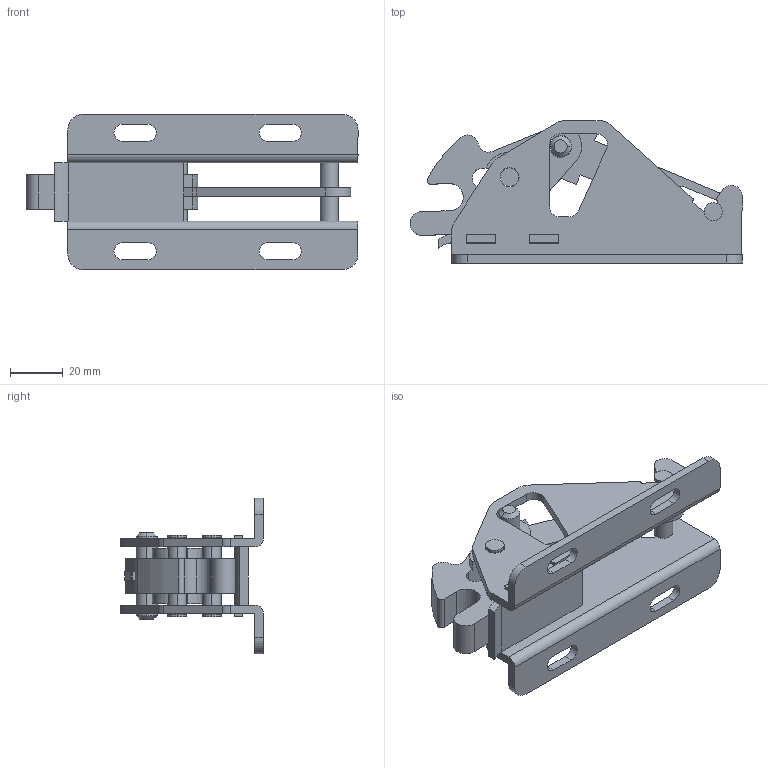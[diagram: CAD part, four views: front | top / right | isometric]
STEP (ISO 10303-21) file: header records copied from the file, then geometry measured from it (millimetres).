
FILE_DESCRIPTION (( 'STEP AP203' ), '1' );
FILE_NAME ('Žº‰ª•ÏŠ·.STEP', '2012-03-19T01:35:58', ( '' ), ( '' ), 'SwSTEP 2.0', 'SolidWorks 2011', '' );
FILE_SCHEMA (( 'CONFIG_CONTROL_DESIGN' ));
Length unit declared in the file: millimetre
Products named in the file (8): 室岡変換; C-850-1_ガイドシャフト; C-850-1_キャッチ; C-850-1_軸8mm; C-850-1_軸７mm; C-850-1_本体R; C-850-1_本体L; C-850-1_プレート
Assembly tree (8 placements, depth 2):
  室岡変換
    C-850-1_プレート
    C-850-1_キャッチ
    C-850-1_軸8mm
    C-850-1_軸７mm  x2
    C-850-1_ガイドシャフト
    C-850-1_本体R
    C-850-1_本体L
Bounding box: 125.86 x 54 x 59 mm (x, y, z)
Volume: 61709.7 mm3; surface area: 39248.7 mm2
Topology: 8 solids, 8 shells, 240 faces, 638 edges, 424 vertices
Faces by surface type: plane 130, cylinder 106, cone 4
Entity records: 8042 total; most frequent: DIRECTION 1274, CARTESIAN_POINT 1247, ORIENTED_EDGE 1216, EDGE_CURVE 608, AXIS2_PLACEMENT_3D 431, VECTOR 412, LINE 412, VERTEX_POINT 404
